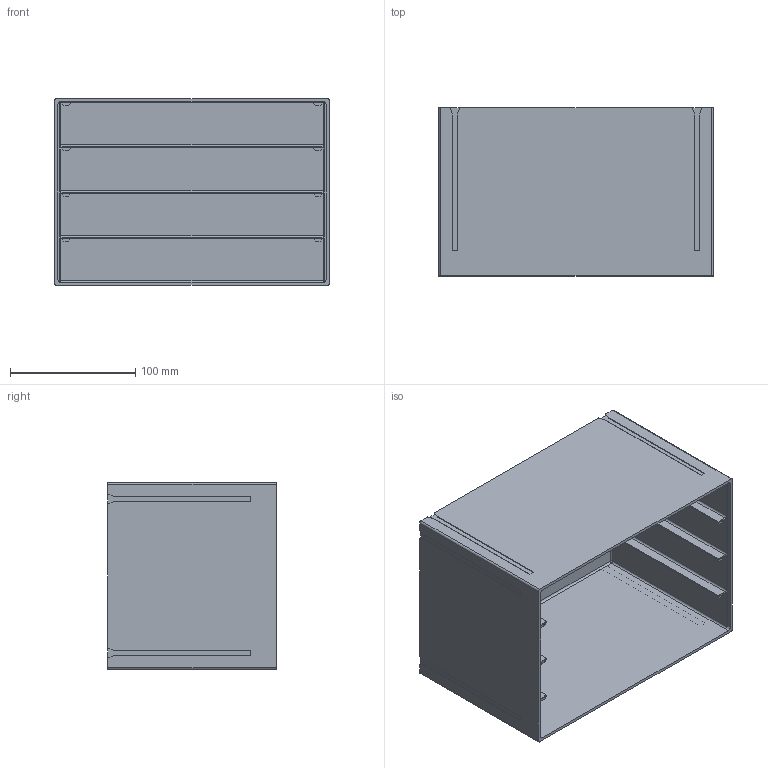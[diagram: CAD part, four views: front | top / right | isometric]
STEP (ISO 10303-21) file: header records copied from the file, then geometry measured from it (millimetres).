
FILE_DESCRIPTION(/* description */ (''),/* implementation_level */ '2;1');
FILE_NAME(/* name */ 'BoxMiddleMiddle_3x2x2.stp',/* time_stamp */ '2023-02-05T08:24:05-05:00',/* author */ ('stewie'),/* organization */ (''),/* preprocessor_version */ 'ST-DEVELOPER v18',/* originating_system */ 'Autodesk Inventor 2020',/* authorisation */ '');
FILE_SCHEMA (('AUTOMOTIVE_DESIGN { 1 0 10303 214 3 1 1 }'));
Length unit declared in the file: millimetre
Products named in the file (1): BoxMiddleMiddle_3x2x2
Bounding box: 219.18 x 134.4 x 149.28 mm (x, y, z)
Volume: 331286.5 mm3; surface area: 279235.8 mm2
Topology: 1 solids, 1 shells, 206 faces, 543 edges, 342 vertices
Faces by surface type: plane 170, cylinder 28, sphere 8
Entity records: 6244 total; most frequent: CARTESIAN_POINT 1092, ORIENTED_EDGE 1086, DIRECTION 1013, EDGE_CURVE 543, LINE 487, VECTOR 487, VERTEX_POINT 342, AXIS2_PLACEMENT_3D 263
